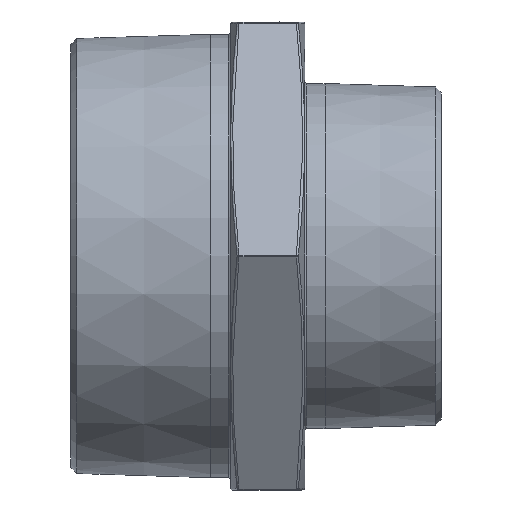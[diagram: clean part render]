
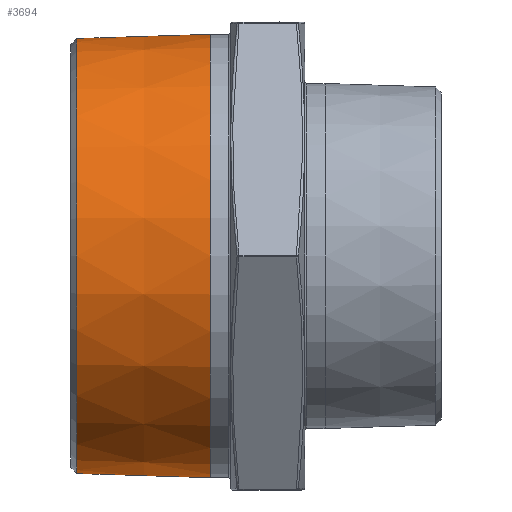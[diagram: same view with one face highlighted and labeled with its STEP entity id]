
A CAD part, front view. The second image highlights one B-rep face of the part: STEP entity #3694.
In plain terms, the highlighted conical face has half-angle 1.79 degrees and reference radius 56.515 mm.
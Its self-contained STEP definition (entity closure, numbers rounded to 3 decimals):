
#1277 = DIRECTION ( 'NONE',  ( 1., 0., 0. ) ) ;
#1529 = DIRECTION ( 'NONE',  ( 0., 0., -1. ) ) ;
#2686 = FACE_BOUND ( 'NONE', #14979, .T. ) ;
#3694 = ADVANCED_FACE ( 'NONE', ( #2686, #7459 ), #14904, .T. ) ;
#4065 = EDGE_CURVE ( 'NONE', #12856, #12856, #7924, .T. ) ;
#4876 = CIRCLE ( 'NONE', #5112, 56.84 ) ;
#5112 = AXIS2_PLACEMENT_3D ( 'NONE', #11228, #7878, #12318 ) ;
#7177 = AXIS2_PLACEMENT_3D ( 'NONE', #11875, #1277, #8596 ) ;
#7459 = FACE_OUTER_BOUND ( 'NONE', #8131, .T. ) ;
#7514 = EDGE_CURVE ( 'NONE', #15136, #15136, #4876, .T. ) ;
#7878 = DIRECTION ( 'NONE',  ( -1., 0., 0. ) ) ;
#7924 = CIRCLE ( 'NONE', #7177, 55.769 ) ;
#8025 = CARTESIAN_POINT ( 'NONE',  ( 1.527, 0., 55.769 ) ) ;
#8131 = EDGE_LOOP ( 'NONE', ( #8529 ) ) ;
#8529 = ORIENTED_EDGE ( 'NONE', *, *, #7514, .T. ) ;
#8596 = DIRECTION ( 'NONE',  ( 0., 0., 1. ) ) ;
#10419 = CARTESIAN_POINT ( 'NONE',  ( 35.8, 0., 56.84 ) ) ;
#11116 = CARTESIAN_POINT ( 'NONE',  ( 25.4, 0., 0. ) ) ;
#11228 = CARTESIAN_POINT ( 'NONE',  ( 35.8, 0., 0. ) ) ;
#11875 = CARTESIAN_POINT ( 'NONE',  ( 1.527, 0., 0. ) ) ;
#12318 = DIRECTION ( 'NONE',  ( 0., 0., 1. ) ) ;
#12856 = VERTEX_POINT ( 'NONE', #8025 ) ;
#14633 = ORIENTED_EDGE ( 'NONE', *, *, #4065, .T. ) ;
#14655 = DIRECTION ( 'NONE',  ( 1., 0., 0. ) ) ;
#14904 = CONICAL_SURFACE ( 'NONE', #15424, 56.515, 0.031 ) ;
#14979 = EDGE_LOOP ( 'NONE', ( #14633 ) ) ;
#15136 = VERTEX_POINT ( 'NONE', #10419 ) ;
#15424 = AXIS2_PLACEMENT_3D ( 'NONE', #11116, #14655, #1529 ) ;
